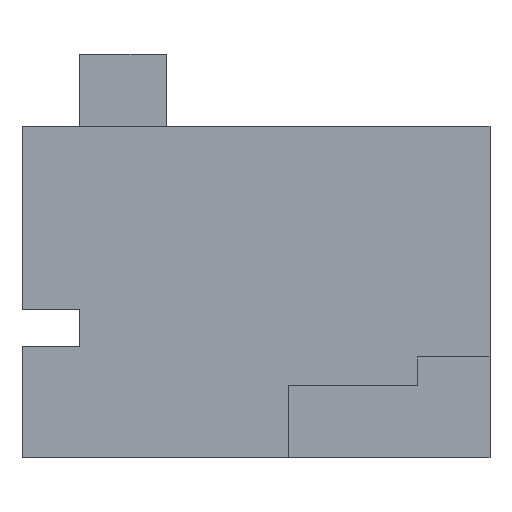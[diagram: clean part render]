
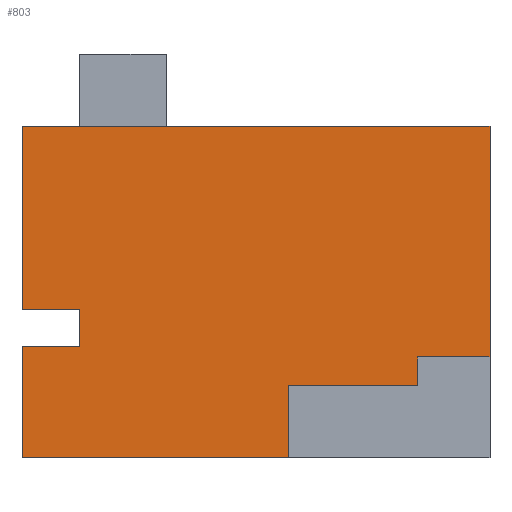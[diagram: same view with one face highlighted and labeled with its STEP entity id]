
A CAD part, left-side view. The second image highlights one B-rep face of the part: STEP entity #803.
In plain terms, the highlighted planar face has unit normal (-1, 0, 0).
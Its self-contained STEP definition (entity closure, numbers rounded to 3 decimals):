
#8 = CARTESIAN_POINT ( 'NONE',  ( -25.5, 6., -3.7 ) ) ;
#14 = EDGE_CURVE ( 'NONE', #1515, #804, #960, .T. ) ;
#16 = LINE ( 'NONE', #705, #903 ) ;
#28 = LINE ( 'NONE', #298, #971 ) ;
#32 = EDGE_CURVE ( 'NONE', #1031, #59, #1340, .T. ) ;
#59 = VERTEX_POINT ( 'NONE', #1090 ) ;
#60 = DIRECTION ( 'NONE',  ( 0., 1., 0. ) ) ;
#68 = EDGE_CURVE ( 'NONE', #112, #804, #722, .T. ) ;
#70 = LINE ( 'NONE', #319, #1127 ) ;
#84 = DIRECTION ( 'NONE',  ( 0., -1., 0. ) ) ;
#112 = VERTEX_POINT ( 'NONE', #1524 ) ;
#136 = VECTOR ( 'NONE', #1521, 1000. ) ;
#140 = ORIENTED_EDGE ( 'NONE', *, *, #68, .T. ) ;
#166 = DIRECTION ( 'NONE',  ( 0., 0., -1. ) ) ;
#187 = EDGE_LOOP ( 'NONE', ( #237, #1154, #140, #839, #1474, #604, #600, #661, #1687, #244, #629, #1458 ) ) ;
#192 = CARTESIAN_POINT ( 'NONE',  ( -25.5, 10., -3.7 ) ) ;
#199 = EDGE_CURVE ( 'NONE', #481, #514, #713, .T. ) ;
#237 = ORIENTED_EDGE ( 'NONE', *, *, #32, .F. ) ;
#238 = CARTESIAN_POINT ( 'NONE',  ( -25.5, 10., 14. ) ) ;
#244 = ORIENTED_EDGE ( 'NONE', *, *, #199, .T. ) ;
#253 = VERTEX_POINT ( 'NONE', #1318 ) ;
#285 = DIRECTION ( 'NONE',  ( 0., 1., 0. ) ) ;
#296 = VERTEX_POINT ( 'NONE', #1050 ) ;
#298 = CARTESIAN_POINT ( 'NONE',  ( -25.5, -22.45, -7. ) ) ;
#319 = CARTESIAN_POINT ( 'NONE',  ( -25.5, -22.451, 9. ) ) ;
#336 = EDGE_CURVE ( 'NONE', #59, #296, #28, .T. ) ;
#353 = CARTESIAN_POINT ( 'NONE',  ( -25.5, -22.45, 9. ) ) ;
#391 = CARTESIAN_POINT ( 'NONE',  ( -25.5, 6., -3.7 ) ) ;
#439 = DIRECTION ( 'NONE',  ( 0., 0., 1. ) ) ;
#465 = CARTESIAN_POINT ( 'NONE',  ( -25.5, -8.45, -9. ) ) ;
#481 = VERTEX_POINT ( 'NONE', #465 ) ;
#489 = VECTOR ( 'NONE', #537, 1000. ) ;
#514 = VERTEX_POINT ( 'NONE', #732 ) ;
#525 = AXIS2_PLACEMENT_3D ( 'NONE', #1537, #1370, #166 ) ;
#536 = CARTESIAN_POINT ( 'NONE',  ( -25.5, 10., -14. ) ) ;
#537 = DIRECTION ( 'NONE',  ( 0., 0., -1. ) ) ;
#540 = CARTESIAN_POINT ( 'NONE',  ( -25.5, -17.45, -7. ) ) ;
#543 = EDGE_CURVE ( 'NONE', #253, #1287, #1511, .T. ) ;
#562 = DIRECTION ( 'NONE',  ( 0., 0., -1. ) ) ;
#569 = DIRECTION ( 'NONE',  ( 0., -1., 0. ) ) ;
#600 = ORIENTED_EDGE ( 'NONE', *, *, #1068, .T. ) ;
#604 = ORIENTED_EDGE ( 'NONE', *, *, #543, .T. ) ;
#615 = VECTOR ( 'NONE', #745, 1000. ) ;
#629 = ORIENTED_EDGE ( 'NONE', *, *, #762, .F. ) ;
#657 = VERTEX_POINT ( 'NONE', #1444 ) ;
#661 = ORIENTED_EDGE ( 'NONE', *, *, #1621, .T. ) ;
#663 = DIRECTION ( 'NONE',  ( 0., 0., -1. ) ) ;
#676 = LINE ( 'NONE', #540, #1183 ) ;
#687 = CARTESIAN_POINT ( 'NONE',  ( -25.5, -22.45, 14. ) ) ;
#705 = CARTESIAN_POINT ( 'NONE',  ( -25.5, 6., 0. ) ) ;
#713 = LINE ( 'NONE', #1288, #968 ) ;
#722 = LINE ( 'NONE', #1032, #887 ) ;
#732 = CARTESIAN_POINT ( 'NONE',  ( -25.5, -17.45, -9. ) ) ;
#735 = CARTESIAN_POINT ( 'NONE',  ( -25.5, 10., -6.3 ) ) ;
#745 = DIRECTION ( 'NONE',  ( 0., 0., -1. ) ) ;
#762 = EDGE_CURVE ( 'NONE', #296, #514, #676, .T. ) ;
#803 = ADVANCED_FACE ( 'NONE', ( #1205 ), #1017, .F. ) ;
#804 = VERTEX_POINT ( 'NONE', #192 ) ;
#829 = EDGE_CURVE ( 'NONE', #1031, #112, #70, .T. ) ;
#839 = ORIENTED_EDGE ( 'NONE', *, *, #14, .F. ) ;
#887 = VECTOR ( 'NONE', #1254, 1000. ) ;
#903 = VECTOR ( 'NONE', #439, 1000. ) ;
#945 = VECTOR ( 'NONE', #285, 1000. ) ;
#960 = LINE ( 'NONE', #8, #945 ) ;
#968 = VECTOR ( 'NONE', #84, 1000. ) ;
#971 = VECTOR ( 'NONE', #1096, 1000. ) ;
#991 = CARTESIAN_POINT ( 'NONE',  ( -25.5, 6., -6.3 ) ) ;
#1017 = PLANE ( 'NONE',  #525 ) ;
#1031 = VERTEX_POINT ( 'NONE', #353 ) ;
#1032 = CARTESIAN_POINT ( 'NONE',  ( -25.5, 10., 14. ) ) ;
#1050 = CARTESIAN_POINT ( 'NONE',  ( -25.5, -17.45, -7. ) ) ;
#1068 = EDGE_CURVE ( 'NONE', #1287, #1103, #1167, .T. ) ;
#1090 = CARTESIAN_POINT ( 'NONE',  ( -25.5, -22.45, -7. ) ) ;
#1096 = DIRECTION ( 'NONE',  ( 0., 1., 0. ) ) ;
#1103 = VERTEX_POINT ( 'NONE', #1490 ) ;
#1127 = VECTOR ( 'NONE', #60, 1000. ) ;
#1154 = ORIENTED_EDGE ( 'NONE', *, *, #829, .T. ) ;
#1164 = LINE ( 'NONE', #1550, #615 ) ;
#1167 = LINE ( 'NONE', #238, #1647 ) ;
#1168 = EDGE_CURVE ( 'NONE', #253, #1515, #16, .T. ) ;
#1183 = VECTOR ( 'NONE', #663, 1000. ) ;
#1188 = VECTOR ( 'NONE', #569, 1000. ) ;
#1205 = FACE_OUTER_BOUND ( 'NONE', #187, .T. ) ;
#1254 = DIRECTION ( 'NONE',  ( 0., 0., -1. ) ) ;
#1287 = VERTEX_POINT ( 'NONE', #735 ) ;
#1288 = CARTESIAN_POINT ( 'NONE',  ( -25.5, -22.45, -9. ) ) ;
#1318 = CARTESIAN_POINT ( 'NONE',  ( -25.5, 6., -6.3 ) ) ;
#1321 = EDGE_CURVE ( 'NONE', #481, #657, #1164, .T. ) ;
#1340 = LINE ( 'NONE', #687, #489 ) ;
#1370 = DIRECTION ( 'NONE',  ( 1., 0., 0. ) ) ;
#1444 = CARTESIAN_POINT ( 'NONE',  ( -25.5, -8.45, -14. ) ) ;
#1458 = ORIENTED_EDGE ( 'NONE', *, *, #336, .F. ) ;
#1474 = ORIENTED_EDGE ( 'NONE', *, *, #1168, .F. ) ;
#1490 = CARTESIAN_POINT ( 'NONE',  ( -25.5, 10., -14. ) ) ;
#1511 = LINE ( 'NONE', #991, #136 ) ;
#1515 = VERTEX_POINT ( 'NONE', #391 ) ;
#1521 = DIRECTION ( 'NONE',  ( 0., 1., 0. ) ) ;
#1524 = CARTESIAN_POINT ( 'NONE',  ( -25.5, 10., 9. ) ) ;
#1537 = CARTESIAN_POINT ( 'NONE',  ( -25.5, 10., 14. ) ) ;
#1550 = CARTESIAN_POINT ( 'NONE',  ( -25.5, -8.45, -9. ) ) ;
#1621 = EDGE_CURVE ( 'NONE', #1103, #657, #1630, .T. ) ;
#1630 = LINE ( 'NONE', #536, #1188 ) ;
#1647 = VECTOR ( 'NONE', #562, 1000. ) ;
#1687 = ORIENTED_EDGE ( 'NONE', *, *, #1321, .F. ) ;
